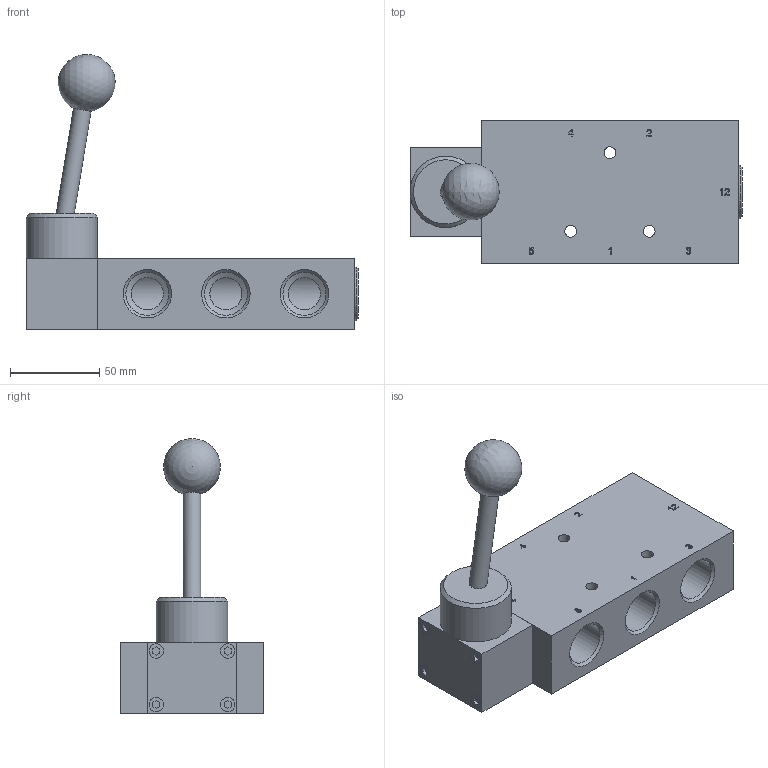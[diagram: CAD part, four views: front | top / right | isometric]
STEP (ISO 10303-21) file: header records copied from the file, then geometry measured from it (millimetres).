
FILE_DESCRIPTION( ( 'Unknown' ), '1' );
FILE_NAME( 'HVR 520 181.stp', 'Unknown', ( 'Unknown' ), ( 'Unknown' ), 'PSStep 14.0', 'Unknown', ' ' );
FILE_SCHEMA( ( 'AUTOMOTIVE_DESIGN { 1 0 10303 214 1 1 1 1 }' ) );
Length unit declared in the file: millimetre
Products named in the file (4): Assem1
Assembly tree (3 placements, depth 2):
  Assem1
    (unnamed)
    (unnamed)
    (unnamed)
Bounding box: 186 x 80 x 154.05 mm (x, y, z)
Surface area: 78073 mm2 (no closed solid volume)
Topology: 0 solids, 157 shells, 157 faces, 885 edges, 847 vertices
Faces by surface type: plane 99, extrusion 23, cylinder 22, cone 12, sphere 1
Full cylindrical faces by diameter (mm): 2 x1, 6.6 x3, 8 x4, 10 x1, 24.117 x10, 28 x1, 30 x1, 40 x1
Entity records: 10731 total; most frequent: CARTESIAN_POINT 4314, DIRECTION 1114, ORIENTED_EDGE 825, EDGE_CURVE 825, VERTEX_POINT 825, VECTOR 628, LINE 605, FACE_BOUND 245
